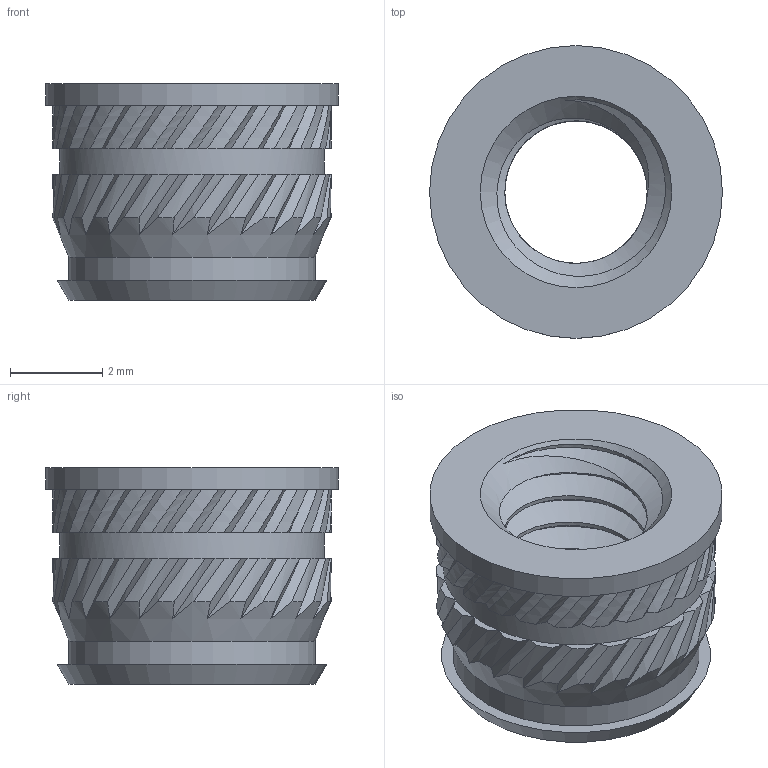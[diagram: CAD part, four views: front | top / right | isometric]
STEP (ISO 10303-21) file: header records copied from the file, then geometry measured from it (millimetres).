
FILE_DESCRIPTION(/* description */ (''),/* implementation_level */ '2;1');
FILE_NAME(/* name */ 'M4 Insert_v1.step',/* time_stamp */ '2024-02-15T15:42:40-05:00',/* author */ (''),/* organization */ (''),/* preprocessor_version */ 'ST-DEVELOPER v20',/* originating_system */ 'Autodesk Translation Framework v12.20.1.177',/* authorisation */ '');
FILE_SCHEMA (('AUTOMOTIVE_DESIGN { 1 0 10303 214 3 1 1 }'));
Length unit declared in the file: millimetre
Products named in the file (1): M4 Insert
Bounding box: 6.35 x 6.35 x 4.7 mm (x, y, z)
Volume: 77.3 mm3; surface area: 225.1 mm2
Topology: 1 solids, 1 shells, 213 faces, 530 edges, 321 vertices
Faces by surface type: bspline 99, cylinder 58, plane 52, cone 4
Full cylindrical faces by diameter (mm): 4 x5, 5.338 x1, 5.74 x1, 6.35 x1
Entity records: 18636 total; most frequent: CARTESIAN_POINT 14116, ORIENTED_EDGE 1060, DIRECTION 845, EDGE_CURVE 530, AXIS2_PLACEMENT_3D 344, VERTEX_POINT 321, EDGE_LOOP 217, FACE_OUTER_BOUND 213
